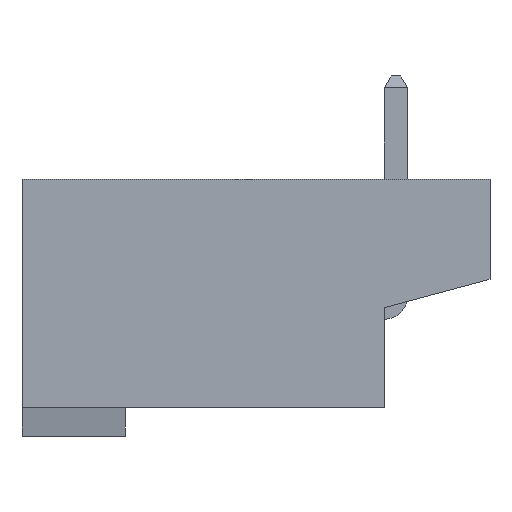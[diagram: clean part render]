
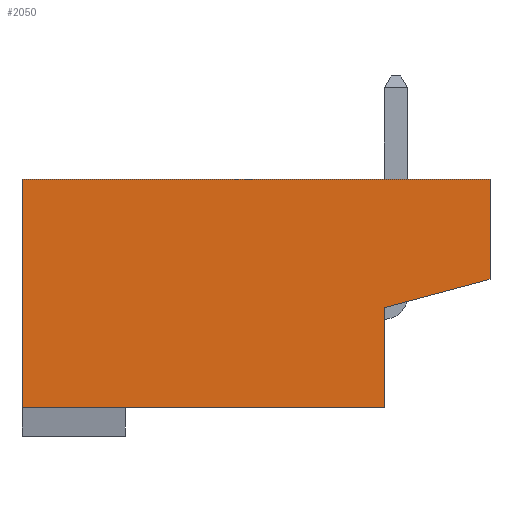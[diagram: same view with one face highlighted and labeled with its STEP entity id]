
A CAD part, left-side view. The second image highlights one B-rep face of the part: STEP entity #2050.
In plain terms, the highlighted planar face has unit normal (-1, 0, 0).
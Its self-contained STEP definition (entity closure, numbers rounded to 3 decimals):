
#601=DIRECTION('',(0.,1.,0.));
#602=VECTOR('',#601,13.14);
#603=CARTESIAN_POINT('',(-4.215,-7.69,3.605));
#604=LINE('',#603,#602);
#613=DIRECTION('',(0.,0.,1.));
#614=VECTOR('',#613,2.811);
#615=CARTESIAN_POINT('',(-4.215,-7.69,0.794));
#616=LINE('',#615,#614);
#617=DIRECTION('',(0.,-0.966,0.259));
#618=VECTOR('',#617,3.07);
#619=CARTESIAN_POINT('',(-4.215,-4.725,0.));
#620=LINE('',#619,#618);
#621=DIRECTION('',(0.,0.,1.));
#622=VECTOR('',#621,2.815);
#623=CARTESIAN_POINT('',(-4.215,-4.725,-2.815));
#624=LINE('',#623,#622);
#625=DIRECTION('',(0.,-1.,0.));
#626=VECTOR('',#625,10.175);
#627=CARTESIAN_POINT('',(-4.215,5.45,-2.815));
#628=LINE('',#627,#626);
#629=DIRECTION('',(0.,0.,1.));
#630=VECTOR('',#629,6.42);
#631=CARTESIAN_POINT('',(-4.215,5.45,-2.815));
#632=LINE('',#631,#630);
#917=CARTESIAN_POINT('',(-4.215,5.45,3.605));
#918=VERTEX_POINT('',#917);
#947=CARTESIAN_POINT('',(-4.215,5.45,-2.815));
#949=VERTEX_POINT('',#947);
#1065=CARTESIAN_POINT('',(-4.215,-4.725,-2.815));
#1067=VERTEX_POINT('',#1065);
#1101=CARTESIAN_POINT('',(-4.215,-7.69,0.794));
#1102=CARTESIAN_POINT('',(-4.215,-7.69,3.605));
#1103=VERTEX_POINT('',#1101);
#1104=VERTEX_POINT('',#1102);
#1113=CARTESIAN_POINT('',(-4.215,-4.725,0.));
#1114=VERTEX_POINT('',#1113);
#2036=CARTESIAN_POINT('',(-4.215,5.45,-3.605));
#2037=DIRECTION('',(-1.,0.,0.));
#2038=DIRECTION('',(0.,-1.,0.));
#2039=AXIS2_PLACEMENT_3D('',#2036,#2037,#2038);
#2040=PLANE('',#2039);
#2041=ORIENTED_EDGE('',*,*,#2016,.F.);
#2042=ORIENTED_EDGE('',*,*,#2027,.F.);
#2044=ORIENTED_EDGE('',*,*,#2043,.F.);
#2045=ORIENTED_EDGE('',*,*,#1796,.F.);
#2046=ORIENTED_EDGE('',*,*,#1948,.F.);
#2047=ORIENTED_EDGE('',*,*,#1267,.T.);
#2048=EDGE_LOOP('',(#2041,#2042,#2044,#2045,#2046,#2047));
#2049=FACE_OUTER_BOUND('',#2048,.F.);
#2050=ADVANCED_FACE('',(#2049),#2040,.T.);
#1267=EDGE_CURVE('',#949,#918,#632,.T.);
#1796=EDGE_CURVE('',#1067,#1114,#624,.T.);
#1948=EDGE_CURVE('',#949,#1067,#628,.T.);
#2016=EDGE_CURVE('',#1104,#918,#604,.T.);
#2027=EDGE_CURVE('',#1103,#1104,#616,.T.);
#2043=EDGE_CURVE('',#1114,#1103,#620,.T.);
